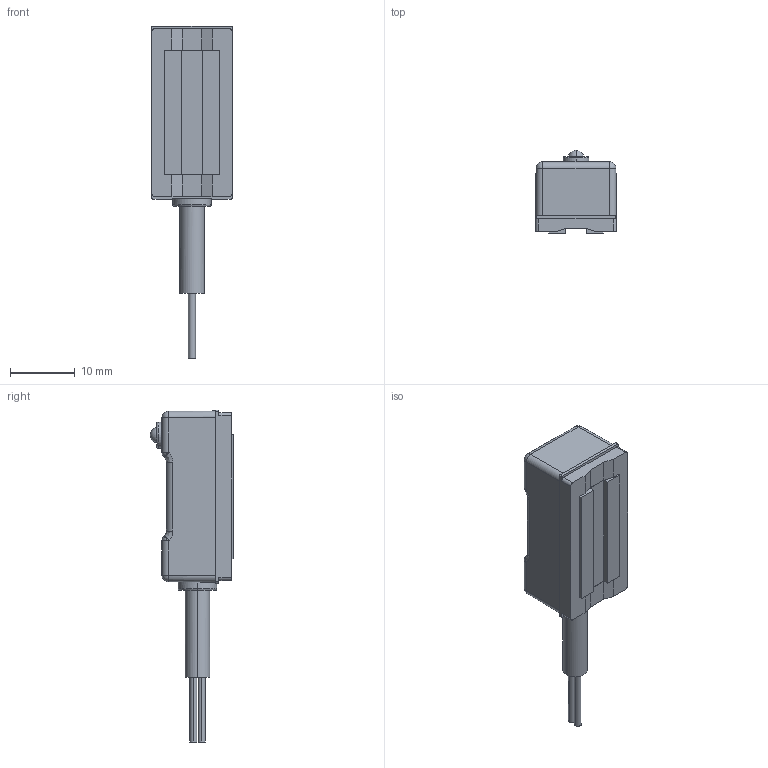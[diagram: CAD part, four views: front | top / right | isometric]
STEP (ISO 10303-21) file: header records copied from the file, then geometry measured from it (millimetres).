
FILE_DESCRIPTION((''),'2;1');
FILE_NAME('BO-21R','2020-05-25T15:41:24',('Administrator'),(''),'CREO PARAMETRIC BY PTC INC, 2018400','CREO PARAMETRIC BY PTC INC, 2018400','');
FILE_SCHEMA(('AUTOMOTIVE_DESIGN { 1 0 10303 214 1 1 1 1 }'));
Length unit declared in the file: millimetre
Products named in the file (1): BO-21R
Bounding box: 12.5 x 12.9 x 51.4 mm (x, y, z)
Volume: 3615.9 mm3; surface area: 1782 mm2
Topology: 1 solids, 1 shells, 109 faces, 260 edges, 157 vertices
Faces by surface type: plane 51, cylinder 40, sphere 10, torus 4, bspline 4
Entity records: 3948 total; most frequent: CARTESIAN_POINT 925, DIRECTION 528, ORIENTED_EDGE 516, EDGE_CURVE 258, AXIS2_PLACEMENT_3D 184, VECTOR 160, LINE 160, VERTEX_POINT 157
